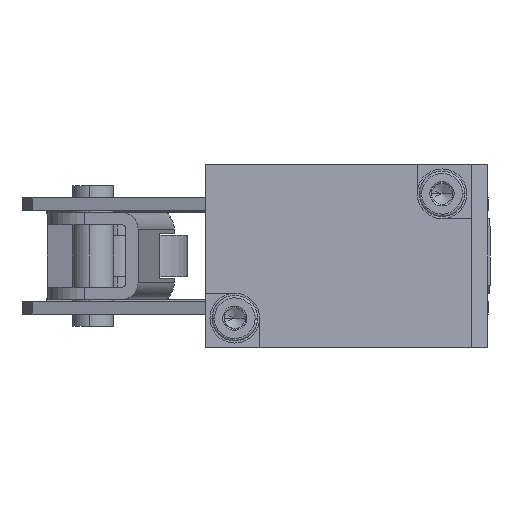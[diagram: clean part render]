
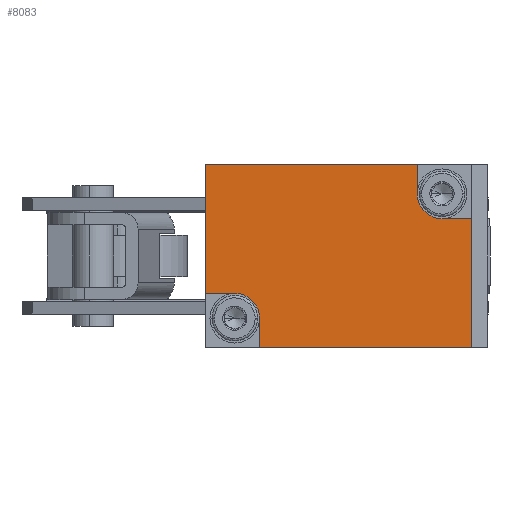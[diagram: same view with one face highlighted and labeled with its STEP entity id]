
A CAD part, front view. The second image highlights one B-rep face of the part: STEP entity #8083.
In plain terms, the highlighted planar face has unit normal (0, -1, 0).
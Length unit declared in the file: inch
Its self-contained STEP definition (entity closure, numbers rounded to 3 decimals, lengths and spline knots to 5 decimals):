
#80 = EDGE_CURVE ( 'NONE', #5403, #1254, #7248, .T. ) ;
#430 = LINE ( 'NONE', #5187, #610 ) ;
#458 = ORIENTED_EDGE ( 'NONE', *, *, #2897, .F. ) ;
#579 = ORIENTED_EDGE ( 'NONE', *, *, #1442, .F. ) ;
#610 = VECTOR ( 'NONE', #3770, 39.37008 ) ;
#645 = CARTESIAN_POINT ( 'NONE',  ( -0.49213, 0., -0.17717 ) ) ;
#709 = CIRCLE ( 'NONE', #2774, 0.11811 ) ;
#778 = CARTESIAN_POINT ( 'NONE',  ( -0.62992, 0., -0.17717 ) ) ;
#928 = VECTOR ( 'NONE', #1116, 39.37008 ) ;
#1015 = CARTESIAN_POINT ( 'NONE',  ( 0.62992, 0., 0.17717 ) ) ;
#1085 = DIRECTION ( 'NONE',  ( 0., -1., 0. ) ) ;
#1116 = DIRECTION ( 'NONE',  ( 0., 0., -1. ) ) ;
#1118 = DIRECTION ( 'NONE',  ( 0., -1., 0. ) ) ;
#1254 = VERTEX_POINT ( 'NONE', #5956 ) ;
#1437 = LINE ( 'NONE', #2694, #3645 ) ;
#1442 = EDGE_CURVE ( 'NONE', #4285, #3204, #709, .T. ) ;
#1661 = LINE ( 'NONE', #1015, #7837 ) ;
#1690 = CARTESIAN_POINT ( 'NONE',  ( 0.49213, 0., 0.29528 ) ) ;
#1810 = AXIS2_PLACEMENT_3D ( 'NONE', #7380, #1118, #3904 ) ;
#2308 = ORIENTED_EDGE ( 'NONE', *, *, #80, .T. ) ;
#2460 = LINE ( 'NONE', #5062, #4003 ) ;
#2505 = DIRECTION ( 'NONE',  ( -1., 0., 0. ) ) ;
#2524 = ORIENTED_EDGE ( 'NONE', *, *, #4905, .F. ) ;
#2542 = DIRECTION ( 'NONE',  ( -1., 0., 0. ) ) ;
#2569 = EDGE_CURVE ( 'NONE', #5403, #4285, #3091, .T. ) ;
#2694 = CARTESIAN_POINT ( 'NONE',  ( 0.62992, 0., -0.43307 ) ) ;
#2774 = AXIS2_PLACEMENT_3D ( 'NONE', #1690, #1085, #6344 ) ;
#2867 = CARTESIAN_POINT ( 'NONE',  ( 0.62992, 0., -0.43307 ) ) ;
#2897 = EDGE_CURVE ( 'NONE', #6878, #6578, #4423, .T. ) ;
#3091 = LINE ( 'NONE', #4369, #928 ) ;
#3177 = EDGE_CURVE ( 'NONE', #4997, #5356, #430, .T. ) ;
#3180 = CARTESIAN_POINT ( 'NONE',  ( -0.37402, 0., -0.43307 ) ) ;
#3204 = VERTEX_POINT ( 'NONE', #4454 ) ;
#3627 = ORIENTED_EDGE ( 'NONE', *, *, #5730, .F. ) ;
#3645 = VECTOR ( 'NONE', #7897, 39.37008 ) ;
#3718 = CIRCLE ( 'NONE', #1810, 0.11811 ) ;
#3742 = EDGE_CURVE ( 'NONE', #3204, #5356, #1661, .T. ) ;
#3752 = CARTESIAN_POINT ( 'NONE',  ( 0.62992, 0., 0.17717 ) ) ;
#3766 = ORIENTED_EDGE ( 'NONE', *, *, #2569, .F. ) ;
#3770 = DIRECTION ( 'NONE',  ( 0., 0., 1. ) ) ;
#3904 = DIRECTION ( 'NONE',  ( 0., 0., 1. ) ) ;
#4003 = VECTOR ( 'NONE', #7063, 39.37008 ) ;
#4062 = EDGE_CURVE ( 'NONE', #4946, #4997, #1437, .T. ) ;
#4180 = EDGE_CURVE ( 'NONE', #1254, #6578, #6059, .T. ) ;
#4285 = VERTEX_POINT ( 'NONE', #4430 ) ;
#4369 = CARTESIAN_POINT ( 'NONE',  ( 0.37402, 0., -0.43307 ) ) ;
#4423 = LINE ( 'NONE', #7024, #5724 ) ;
#4430 = CARTESIAN_POINT ( 'NONE',  ( 0.37402, 0., 0.29528 ) ) ;
#4454 = CARTESIAN_POINT ( 'NONE',  ( 0.49213, 0., 0.17717 ) ) ;
#4688 = CARTESIAN_POINT ( 'NONE',  ( 0.37402, 0., 0.43307 ) ) ;
#4782 = PLANE ( 'NONE',  #6689 ) ;
#4905 = EDGE_CURVE ( 'NONE', #6353, #6878, #3718, .T. ) ;
#4946 = VERTEX_POINT ( 'NONE', #3180 ) ;
#4997 = VERTEX_POINT ( 'NONE', #5190 ) ;
#5062 = CARTESIAN_POINT ( 'NONE',  ( -0.37402, 0., -0.43307 ) ) ;
#5187 = CARTESIAN_POINT ( 'NONE',  ( 0.62992, 0., 0.43307 ) ) ;
#5190 = CARTESIAN_POINT ( 'NONE',  ( 0.62992, 0., -0.43307 ) ) ;
#5356 = VERTEX_POINT ( 'NONE', #3752 ) ;
#5403 = VERTEX_POINT ( 'NONE', #4688 ) ;
#5465 = DIRECTION ( 'NONE',  ( 0., 0., -1. ) ) ;
#5724 = VECTOR ( 'NONE', #2505, 39.37008 ) ;
#5730 = EDGE_CURVE ( 'NONE', #4946, #6353, #2460, .T. ) ;
#5873 = EDGE_LOOP ( 'NONE', ( #579, #3766, #2308, #7433, #458, #2524, #3627, #6487, #6533, #7781 ) ) ;
#5956 = CARTESIAN_POINT ( 'NONE',  ( -0.62992, 0., 0.43307 ) ) ;
#6059 = LINE ( 'NONE', #6691, #7290 ) ;
#6104 = FACE_OUTER_BOUND ( 'NONE', #5873, .T. ) ;
#6344 = DIRECTION ( 'NONE',  ( 0., 0., 1. ) ) ;
#6353 = VERTEX_POINT ( 'NONE', #7953 ) ;
#6487 = ORIENTED_EDGE ( 'NONE', *, *, #4062, .T. ) ;
#6533 = ORIENTED_EDGE ( 'NONE', *, *, #3177, .T. ) ;
#6578 = VERTEX_POINT ( 'NONE', #778 ) ;
#6689 = AXIS2_PLACEMENT_3D ( 'NONE', #2867, #7291, #8069 ) ;
#6691 = CARTESIAN_POINT ( 'NONE',  ( -0.62992, 0., -0.43307 ) ) ;
#6875 = DIRECTION ( 'NONE',  ( 1., 0., 0. ) ) ;
#6878 = VERTEX_POINT ( 'NONE', #645 ) ;
#7016 = CARTESIAN_POINT ( 'NONE',  ( -0.62992, 0., 0.43307 ) ) ;
#7024 = CARTESIAN_POINT ( 'NONE',  ( -0.62992, 0., -0.17717 ) ) ;
#7063 = DIRECTION ( 'NONE',  ( 0., 0., 1. ) ) ;
#7248 = LINE ( 'NONE', #7016, #7743 ) ;
#7290 = VECTOR ( 'NONE', #5465, 39.37008 ) ;
#7291 = DIRECTION ( 'NONE',  ( 0., 1., 0. ) ) ;
#7380 = CARTESIAN_POINT ( 'NONE',  ( -0.49213, 0., -0.29528 ) ) ;
#7433 = ORIENTED_EDGE ( 'NONE', *, *, #4180, .T. ) ;
#7743 = VECTOR ( 'NONE', #2542, 39.37008 ) ;
#7781 = ORIENTED_EDGE ( 'NONE', *, *, #3742, .F. ) ;
#7837 = VECTOR ( 'NONE', #6875, 39.37008 ) ;
#7897 = DIRECTION ( 'NONE',  ( 1., 0., 0. ) ) ;
#7953 = CARTESIAN_POINT ( 'NONE',  ( -0.37402, 0., -0.29528 ) ) ;
#8069 = DIRECTION ( 'NONE',  ( 0., 0., -1. ) ) ;
#8083 = ADVANCED_FACE ( 'NONE', ( #6104 ), #4782, .F. ) ;
